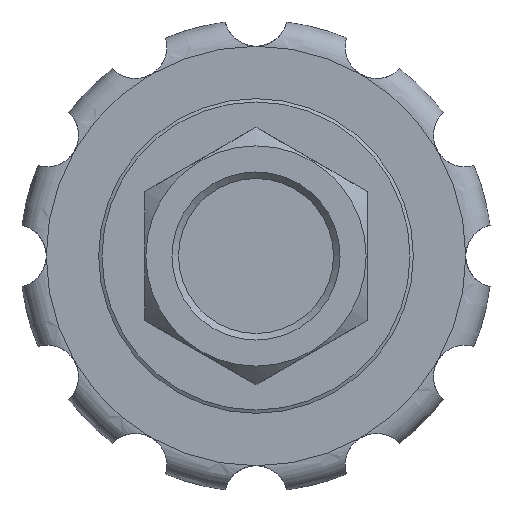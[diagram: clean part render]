
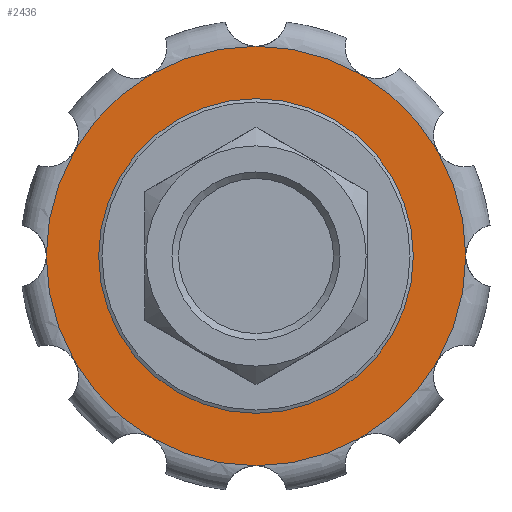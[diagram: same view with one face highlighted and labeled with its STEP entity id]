
A CAD part, left-side view. The second image highlights one B-rep face of the part: STEP entity #2436.
In plain terms, the highlighted planar face has unit normal (-1, 0, 0).
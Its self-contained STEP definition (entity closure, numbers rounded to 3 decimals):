
#259=PLANE('',#2611);
#550=ORIENTED_EDGE('',*,*,#908,.T.);
#551=ORIENTED_EDGE('',*,*,#907,.T.);
#552=ORIENTED_EDGE('',*,*,#906,.T.);
#553=ORIENTED_EDGE('',*,*,#905,.T.);
#554=ORIENTED_EDGE('',*,*,#904,.T.);
#555=ORIENTED_EDGE('',*,*,#903,.T.);
#556=ORIENTED_EDGE('',*,*,#902,.T.);
#557=ORIENTED_EDGE('',*,*,#901,.T.);
#558=ORIENTED_EDGE('',*,*,#900,.T.);
#559=ORIENTED_EDGE('',*,*,#899,.T.);
#560=ORIENTED_EDGE('',*,*,#898,.T.);
#561=ORIENTED_EDGE('',*,*,#897,.T.);
#562=ORIENTED_EDGE('',*,*,#909,.T.);
#897=EDGE_CURVE('',#1079,#1085,#1221,.T.);
#898=EDGE_CURVE('',#1073,#1079,#1222,.T.);
#899=EDGE_CURVE('',#1067,#1073,#1223,.T.);
#900=EDGE_CURVE('',#1061,#1067,#1224,.T.);
#901=EDGE_CURVE('',#1055,#1061,#1225,.T.);
#902=EDGE_CURVE('',#1049,#1055,#1226,.T.);
#903=EDGE_CURVE('',#1043,#1049,#1227,.T.);
#904=EDGE_CURVE('',#1037,#1043,#1228,.T.);
#905=EDGE_CURVE('',#1031,#1037,#1229,.T.);
#906=EDGE_CURVE('',#1095,#1031,#1230,.T.);
#907=EDGE_CURVE('',#1091,#1095,#1231,.T.);
#908=EDGE_CURVE('',#1085,#1091,#1232,.T.);
#909=EDGE_CURVE('',#1098,#1098,#1233,.F.);
#1031=VERTEX_POINT('',#3243);
#1037=VERTEX_POINT('',#3283);
#1043=VERTEX_POINT('',#3323);
#1049=VERTEX_POINT('',#3363);
#1055=VERTEX_POINT('',#3403);
#1061=VERTEX_POINT('',#3443);
#1067=VERTEX_POINT('',#3483);
#1073=VERTEX_POINT('',#3523);
#1079=VERTEX_POINT('',#3563);
#1085=VERTEX_POINT('',#3603);
#1091=VERTEX_POINT('',#3643);
#1095=VERTEX_POINT('',#3680);
#1098=VERTEX_POINT('',#3757);
#1221=CIRCLE('',#2588,16.);
#1222=CIRCLE('',#2590,16.);
#1223=CIRCLE('',#2592,16.);
#1224=CIRCLE('',#2594,16.);
#1225=CIRCLE('',#2596,16.);
#1226=CIRCLE('',#2598,16.);
#1227=CIRCLE('',#2600,16.);
#1228=CIRCLE('',#2602,16.);
#1229=CIRCLE('',#2604,16.);
#1230=CIRCLE('',#2606,16.);
#1231=CIRCLE('',#2608,16.);
#1232=CIRCLE('',#2610,16.);
#1233=CIRCLE('',#2612,12.);
#1336=EDGE_LOOP('',(#550,#551,#552,#553,#554,#555,#556,#557,#558,#559,#560,
#561));
#1337=EDGE_LOOP('',(#562));
#1480=FACE_BOUND('',#1336,.T.);
#1481=FACE_BOUND('',#1337,.T.);
#2436=ADVANCED_FACE('',(#1480,#1481),#259,.T.);
#2588=AXIS2_PLACEMENT_3D('',#3732,#2917,#2918);
#2590=AXIS2_PLACEMENT_3D('',#3734,#2921,#2922);
#2592=AXIS2_PLACEMENT_3D('',#3736,#2925,#2926);
#2594=AXIS2_PLACEMENT_3D('',#3738,#2929,#2930);
#2596=AXIS2_PLACEMENT_3D('',#3740,#2933,#2934);
#2598=AXIS2_PLACEMENT_3D('',#3742,#2937,#2938);
#2600=AXIS2_PLACEMENT_3D('',#3744,#2941,#2942);
#2602=AXIS2_PLACEMENT_3D('',#3746,#2945,#2946);
#2604=AXIS2_PLACEMENT_3D('',#3748,#2949,#2950);
#2606=AXIS2_PLACEMENT_3D('',#3750,#2953,#2954);
#2608=AXIS2_PLACEMENT_3D('',#3752,#2957,#2958);
#2610=AXIS2_PLACEMENT_3D('',#3754,#2961,#2962);
#2611=AXIS2_PLACEMENT_3D('',#3755,#2963,#2964);
#2612=AXIS2_PLACEMENT_3D('',#3756,#2965,#2966);
#2917=DIRECTION('',(-1.,0.,0.));
#2918=DIRECTION('',(0.,0.,1.));
#2921=DIRECTION('',(-1.,0.,0.));
#2922=DIRECTION('',(0.,0.,1.));
#2925=DIRECTION('',(-1.,0.,0.));
#2926=DIRECTION('',(0.,0.,1.));
#2929=DIRECTION('',(-1.,0.,0.));
#2930=DIRECTION('',(0.,0.,1.));
#2933=DIRECTION('',(-1.,0.,0.));
#2934=DIRECTION('',(0.,0.,1.));
#2937=DIRECTION('',(-1.,0.,0.));
#2938=DIRECTION('',(0.,0.,1.));
#2941=DIRECTION('',(-1.,0.,0.));
#2942=DIRECTION('',(0.,0.,1.));
#2945=DIRECTION('',(-1.,0.,0.));
#2946=DIRECTION('',(0.,0.,1.));
#2949=DIRECTION('',(-1.,0.,0.));
#2950=DIRECTION('',(0.,0.,1.));
#2953=DIRECTION('',(-1.,0.,0.));
#2954=DIRECTION('',(0.,0.,1.));
#2957=DIRECTION('',(-1.,0.,0.));
#2958=DIRECTION('',(0.,0.,1.));
#2961=DIRECTION('',(-1.,0.,0.));
#2962=DIRECTION('',(0.,0.,1.));
#2963=DIRECTION('',(-1.,0.,0.));
#2964=DIRECTION('',(0.,0.,1.));
#2965=DIRECTION('',(-1.,0.,0.));
#2966=DIRECTION('',(0.,0.,1.));
#3243=CARTESIAN_POINT('',(10.5,-8.,-13.856));
#3283=CARTESIAN_POINT('',(10.5,-13.856,-8.));
#3323=CARTESIAN_POINT('',(10.5,-16.,0.));
#3363=CARTESIAN_POINT('',(10.5,-13.856,8.));
#3403=CARTESIAN_POINT('',(10.5,-8.,13.856));
#3443=CARTESIAN_POINT('',(10.5,0.,16.));
#3483=CARTESIAN_POINT('',(10.5,8.,13.856));
#3523=CARTESIAN_POINT('',(10.5,13.856,8.));
#3563=CARTESIAN_POINT('',(10.5,16.,0.));
#3603=CARTESIAN_POINT('',(10.5,13.856,-8.));
#3643=CARTESIAN_POINT('',(10.5,8.,-13.856));
#3680=CARTESIAN_POINT('',(10.5,0.,-16.));
#3732=CARTESIAN_POINT('',(10.5,0.,0.));
#3734=CARTESIAN_POINT('',(10.5,0.,0.));
#3736=CARTESIAN_POINT('',(10.5,0.,0.));
#3738=CARTESIAN_POINT('',(10.5,0.,0.));
#3740=CARTESIAN_POINT('',(10.5,0.,0.));
#3742=CARTESIAN_POINT('',(10.5,0.,0.));
#3744=CARTESIAN_POINT('',(10.5,0.,0.));
#3746=CARTESIAN_POINT('',(10.5,0.,0.));
#3748=CARTESIAN_POINT('',(10.5,0.,0.));
#3750=CARTESIAN_POINT('',(10.5,0.,0.));
#3752=CARTESIAN_POINT('',(10.5,0.,0.));
#3754=CARTESIAN_POINT('',(10.5,0.,0.));
#3755=CARTESIAN_POINT('',(10.5,0.,-18.));
#3756=CARTESIAN_POINT('',(10.5,0.,0.));
#3757=CARTESIAN_POINT('',(10.5,0.,12.));
